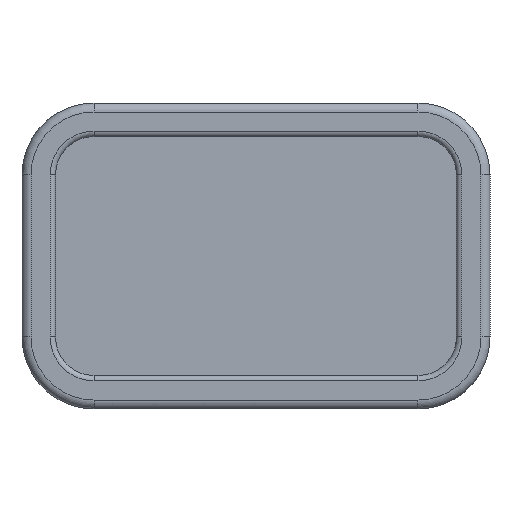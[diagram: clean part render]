
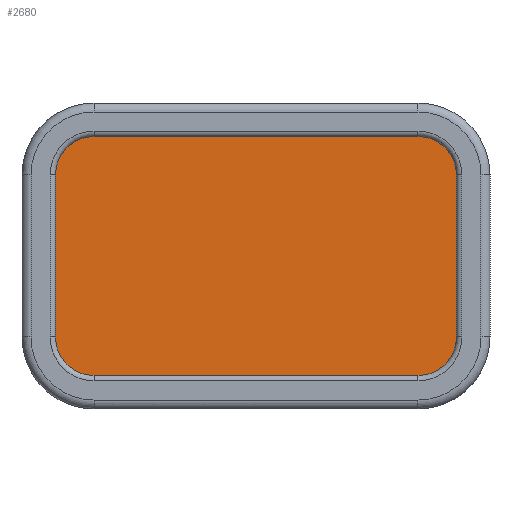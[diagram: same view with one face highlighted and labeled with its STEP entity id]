
A CAD part, front view. The second image highlights one B-rep face of the part: STEP entity #2680.
In plain terms, the highlighted planar face has unit normal (0, -1, 0).
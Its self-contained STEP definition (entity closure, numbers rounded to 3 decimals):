
#136=PLANE('',#2990);
#186=CIRCLE('',#2928,2.136);
#187=CIRCLE('',#2931,2.136);
#216=CIRCLE('',#2986,2.136);
#217=CIRCLE('',#2989,2.136);
#384=FACE_OUTER_BOUND('',#535,.T.);
#535=EDGE_LOOP('',(#2392,#2393,#2394,#2395,#2396,#2397,#2398,#2399));
#799=LINE('',#4494,#1014);
#803=LINE('',#4503,#1018);
#826=LINE('',#4607,#1041);
#829=LINE('',#4615,#1044);
#1014=VECTOR('',#3644,10.);
#1018=VECTOR('',#3654,10.);
#1041=VECTOR('',#3787,10.);
#1044=VECTOR('',#3796,10.);
#1251=VERTEX_POINT('',#4491);
#1252=VERTEX_POINT('',#4493);
#1253=VERTEX_POINT('',#4497);
#1254=VERTEX_POINT('',#4501);
#1255=VERTEX_POINT('',#4505);
#1280=VERTEX_POINT('',#4605);
#1281=VERTEX_POINT('',#4609);
#1282=VERTEX_POINT('',#4613);
#1603=EDGE_CURVE('',#1251,#1252,#799,.T.);
#1606=EDGE_CURVE('',#1253,#1251,#186,.T.);
#1608=EDGE_CURVE('',#1254,#1253,#803,.T.);
#1610=EDGE_CURVE('',#1255,#1254,#187,.T.);
#1660=EDGE_CURVE('',#1280,#1255,#826,.T.);
#1662=EDGE_CURVE('',#1281,#1280,#216,.T.);
#1664=EDGE_CURVE('',#1282,#1281,#829,.T.);
#1665=EDGE_CURVE('',#1252,#1282,#217,.T.);
#2392=ORIENTED_EDGE('',*,*,#1665,.F.);
#2393=ORIENTED_EDGE('',*,*,#1603,.F.);
#2394=ORIENTED_EDGE('',*,*,#1606,.F.);
#2395=ORIENTED_EDGE('',*,*,#1608,.F.);
#2396=ORIENTED_EDGE('',*,*,#1610,.F.);
#2397=ORIENTED_EDGE('',*,*,#1660,.F.);
#2398=ORIENTED_EDGE('',*,*,#1662,.F.);
#2399=ORIENTED_EDGE('',*,*,#1664,.F.);
#2680=ADVANCED_FACE('',(#384),#136,.T.);
#2928=AXIS2_PLACEMENT_3D('',#4499,#3649,#3650);
#2931=AXIS2_PLACEMENT_3D('',#4507,#3658,#3659);
#2986=AXIS2_PLACEMENT_3D('',#4611,#3791,#3792);
#2989=AXIS2_PLACEMENT_3D('',#4617,#3799,#3800);
#2990=AXIS2_PLACEMENT_3D('',#4618,#3801,#3802);
#3644=DIRECTION('',(0.,0.,1.));
#3649=DIRECTION('center_axis',(0.,1.,0.));
#3650=DIRECTION('ref_axis',(-1.,0.,0.));
#3654=DIRECTION('',(-1.,0.,0.));
#3658=DIRECTION('center_axis',(0.,1.,0.));
#3659=DIRECTION('ref_axis',(0.,0.,-1.));
#3787=DIRECTION('',(0.,0.,-1.));
#3791=DIRECTION('center_axis',(0.,1.,0.));
#3792=DIRECTION('ref_axis',(1.,0.,0.));
#3796=DIRECTION('',(1.,0.,0.));
#3799=DIRECTION('center_axis',(0.,1.,0.));
#3800=DIRECTION('ref_axis',(0.,0.,1.));
#3801=DIRECTION('center_axis',(0.,-1.,0.));
#3802=DIRECTION('ref_axis',(1.,0.,0.));
#4491=CARTESIAN_POINT('',(-40.135,0.5,-5.));
#4493=CARTESIAN_POINT('',(-40.135,0.5,4.));
#4494=CARTESIAN_POINT('',(-40.135,0.5,-5.));
#4497=CARTESIAN_POINT('',(-37.998,0.5,-7.136));
#4499=CARTESIAN_POINT('Origin',(-37.998,0.5,-5.));
#4501=CARTESIAN_POINT('',(-19.998,0.5,-7.136));
#4503=CARTESIAN_POINT('',(-19.998,0.5,-7.136));
#4505=CARTESIAN_POINT('',(-17.862,0.5,-5.));
#4507=CARTESIAN_POINT('Origin',(-19.998,0.5,-5.));
#4605=CARTESIAN_POINT('',(-17.862,0.5,4.));
#4607=CARTESIAN_POINT('',(-17.862,0.5,4.));
#4609=CARTESIAN_POINT('',(-19.998,0.5,6.136));
#4611=CARTESIAN_POINT('Origin',(-19.998,0.5,4.));
#4613=CARTESIAN_POINT('',(-37.998,0.5,6.136));
#4615=CARTESIAN_POINT('',(-37.998,0.5,6.136));
#4617=CARTESIAN_POINT('Origin',(-37.998,0.5,4.));
#4618=CARTESIAN_POINT('Origin',(-28.998,0.5,-0.5));
